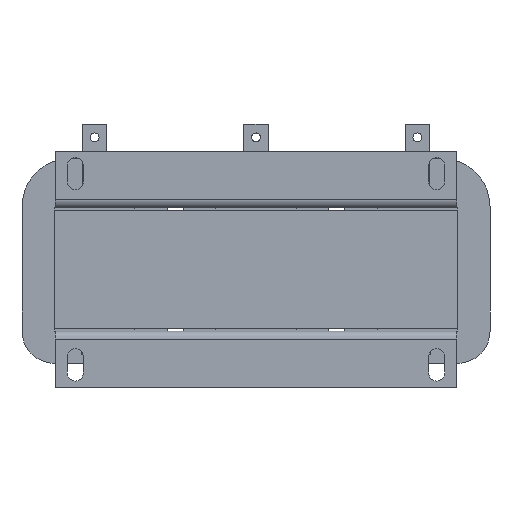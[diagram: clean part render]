
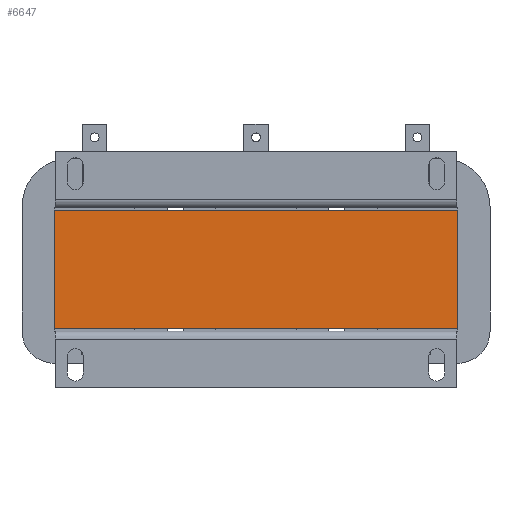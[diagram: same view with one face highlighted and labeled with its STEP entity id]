
A CAD part, front view. The second image highlights one B-rep face of the part: STEP entity #6647.
In plain terms, the highlighted planar face has unit normal (0, -1, 0).
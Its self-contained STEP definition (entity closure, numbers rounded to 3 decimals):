
#87 = VECTOR ( 'NONE', #4023, 1000. ) ;
#989 = VERTEX_POINT ( 'NONE', #8275 ) ;
#2017 = DIRECTION ( 'NONE',  ( -1., 0., 0. ) ) ;
#2320 = CARTESIAN_POINT ( 'NONE',  ( 125., -25., -36.75 ) ) ;
#2999 = ORIENTED_EDGE ( 'NONE', *, *, #7891, .F. ) ;
#3505 = VERTEX_POINT ( 'NONE', #2320 ) ;
#3982 = ORIENTED_EDGE ( 'NONE', *, *, #8715, .T. ) ;
#4023 = DIRECTION ( 'NONE',  ( 1., 0., 0. ) ) ;
#4698 = VECTOR ( 'NONE', #11645, 1000. ) ;
#4705 = DIRECTION ( 'NONE',  ( 0., 0., -1. ) ) ;
#5007 = CARTESIAN_POINT ( 'NONE',  ( 125., -25., -36.75 ) ) ;
#5199 = DIRECTION ( 'NONE',  ( 0., 1., 0. ) ) ;
#5291 = CARTESIAN_POINT ( 'NONE',  ( 125., -25., 36.75 ) ) ;
#6274 = VECTOR ( 'NONE', #4705, 1000. ) ;
#6647 = ADVANCED_FACE ( 'Defeature ausgef�hrt1_268', ( #8682 ), #13562, .F. ) ;
#6958 = LINE ( 'NONE', #11199, #6274 ) ;
#7234 = EDGE_CURVE ( 'Defeature ausgef�hrt1_268+Defeature ausgef�hrt1_266+Defeature ausgef�hrt1_267+Defeature ausgef�hrt1_269', #13583, #3505, #9314, .T. ) ;
#7414 = EDGE_CURVE ( 'Defeature ausgef�hrt1_270+Defeature ausgef�hrt1_268+Defeature ausgef�hrt1_267+Defeature ausgef�hrt1_269', #989, #7439, #8160, .T. ) ;
#7439 = VERTEX_POINT ( 'NONE', #7672 ) ;
#7672 = CARTESIAN_POINT ( 'NONE',  ( 125., -25., 36.75 ) ) ;
#7891 = EDGE_CURVE ( 'Defeature ausgef�hrt1_269+Defeature ausgef�hrt1_268+Defeature ausgef�hrt1_270+Defeature ausgef�hrt1_266', #7439, #3505, #13127, .T. ) ;
#7979 = VECTOR ( 'NONE', #8673, 1000. ) ;
#8160 = LINE ( 'NONE', #8579, #7979 ) ;
#8275 = CARTESIAN_POINT ( 'NONE',  ( -125., -25., 36.75 ) ) ;
#8535 = CARTESIAN_POINT ( 'NONE',  ( 125., -25., 36.75 ) ) ;
#8579 = CARTESIAN_POINT ( 'NONE',  ( 125., -25., 36.75 ) ) ;
#8673 = DIRECTION ( 'NONE',  ( 1., 0., 0. ) ) ;
#8682 = FACE_OUTER_BOUND ( 'NONE', #10976, .T. ) ;
#8715 = EDGE_CURVE ( 'Defeature ausgef�hrt1_268+Defeature ausgef�hrt1_267+Defeature ausgef�hrt1_270+Defeature ausgef�hrt1_266', #989, #13583, #6958, .T. ) ;
#9078 = ORIENTED_EDGE ( 'NONE', *, *, #7234, .T. ) ;
#9254 = AXIS2_PLACEMENT_3D ( 'NONE', #5291, #5199, #2017 ) ;
#9314 = LINE ( 'NONE', #5007, #87 ) ;
#10976 = EDGE_LOOP ( 'NONE', ( #9078, #2999, #11788, #3982 ) ) ;
#11199 = CARTESIAN_POINT ( 'NONE',  ( -125., -25., 36.75 ) ) ;
#11281 = CARTESIAN_POINT ( 'NONE',  ( -125., -25., -36.75 ) ) ;
#11645 = DIRECTION ( 'NONE',  ( 0., 0., -1. ) ) ;
#11788 = ORIENTED_EDGE ( 'NONE', *, *, #7414, .F. ) ;
#13127 = LINE ( 'NONE', #8535, #4698 ) ;
#13562 = PLANE ( 'NONE',  #9254 ) ;
#13583 = VERTEX_POINT ( 'NONE', #11281 ) ;
